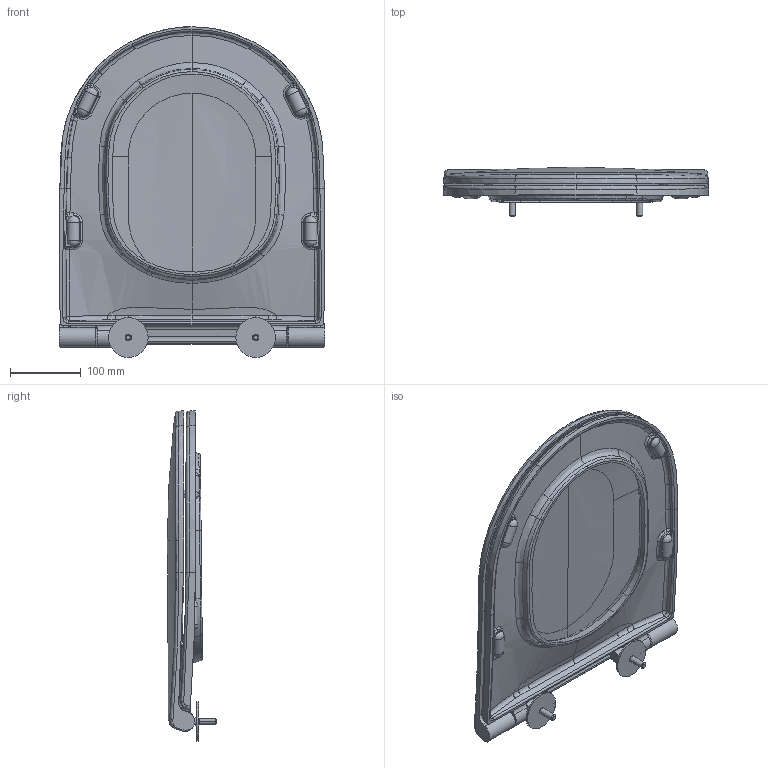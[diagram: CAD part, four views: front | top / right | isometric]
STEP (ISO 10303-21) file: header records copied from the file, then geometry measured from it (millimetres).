
FILE_DESCRIPTION(/* description */ (''),/* implementation_level */ '2;1');
FILE_NAME(/* name */ '8M60S1_WCS.stp',/* time_stamp */ '2021-10-25T10:33:40+02:00',/* author */ (''),/* organization */ (''),/* preprocessor_version */ 'ST-DEVELOPER v18.1',/* originating_system */ 'SIEMENS PLM Software NX 1973',/* authorisation */ '');
FILE_SCHEMA (('AUTOMOTIVE_DESIGN { 1 0 10303 214 3 1 1 1 }'));
Products named in the file (1): Muel5264DB37iwpp
Bounding box: 375.1 x 69.5 x 467 mm (x, y, z)
Volume: 1816244 mm3; surface area: 595476.3 mm2
Topology: 10 solids, 10 shells, 546 faces, 1298 edges, 768 vertices
Faces by surface type: bspline 307, cylinder 91, plane 61, cone 42, torus 27, sphere 18
Full cylindrical faces by diameter (mm): 11 x2, 16 x2
Entity records: 56110 total; most frequent: CARTESIAN_POINT 45753, ORIENTED_EDGE 2594, DIRECTION 1467, EDGE_CURVE 1297, VERTEX_POINT 778, AXIS2_PLACEMENT_3D 612, B_SPLINE_CURVE_WITH_KNOTS 563, EDGE_LOOP 563
